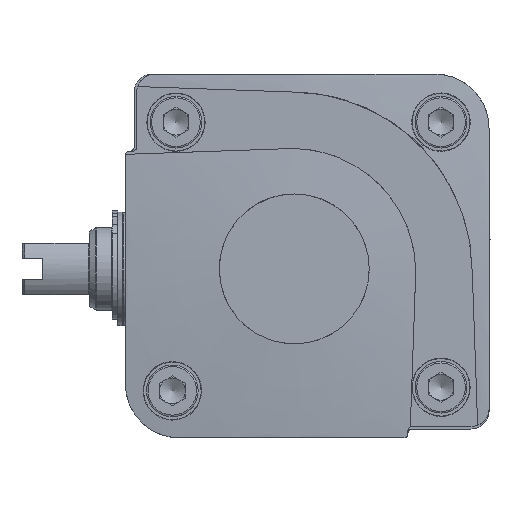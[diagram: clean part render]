
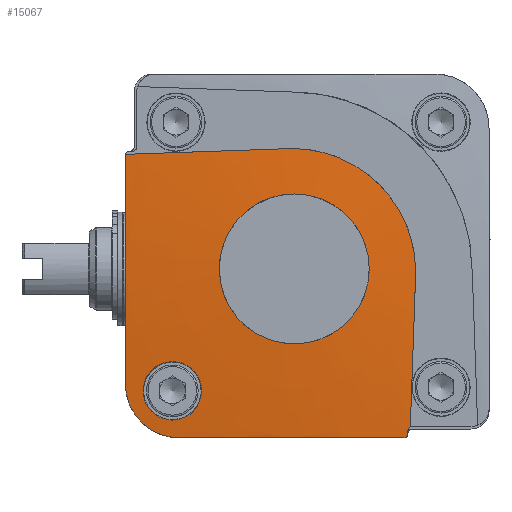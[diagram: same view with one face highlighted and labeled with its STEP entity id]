
A CAD part, left-side view. The second image highlights one B-rep face of the part: STEP entity #15067.
In plain terms, the highlighted toroidal (fillet/blend) face has major radius 23.5 mm and minor radius 585.645 mm.
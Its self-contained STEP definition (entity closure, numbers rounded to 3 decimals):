
#27=DEGENERATE_TOROIDAL_SURFACE('',#15980,23.5,585.645,
 .F.);
#1964=B_SPLINE_CURVE_WITH_KNOTS('',3,(#20877,#20878,#20879,#20880),
 .UNSPECIFIED.,.F.,.F.,(4,4),(0.,0.001),.UNSPECIFIED.);
#1980=B_SPLINE_CURVE_WITH_KNOTS('',3,(#21252,#21253,#21254,#21255),
 .UNSPECIFIED.,.F.,.F.,(4,4),(0.,0.032),
 .UNSPECIFIED.);
#1985=B_SPLINE_CURVE_WITH_KNOTS('',3,(#21479,#21480,#21481,#21482),
 .UNSPECIFIED.,.F.,.F.,(4,4),(0.,0.03),
 .UNSPECIFIED.);
#1986=B_SPLINE_CURVE_WITH_KNOTS('',3,(#21486,#21487,#21488,#21489,#21490,
#21491,#21492,#21493,#21494,#21495,#21496,#21497),.UNSPECIFIED.,.F.,.F.,
(4,1,1,1,1,1,1,1,1,4),(0.,0.005,0.009,0.014,
0.019,0.023,0.026,0.028,
0.033,0.037),.UNSPECIFIED.);
#1991=B_SPLINE_CURVE_WITH_KNOTS('',3,(#21533,#21534,#21535,#21536),
 .UNSPECIFIED.,.F.,.F.,(4,4),(0.,0.),
 .UNSPECIFIED.);
#1992=B_SPLINE_CURVE_WITH_KNOTS('',3,(#21538,#21539,#21540,#21541,#21542),
 .UNSPECIFIED.,.F.,.F.,(4,1,4),(0.,0.022,0.044),
 .UNSPECIFIED.);
#1993=B_SPLINE_CURVE_WITH_KNOTS('',3,(#21544,#21545,#21546,#21547,#21548,
#21549,#21550),.UNSPECIFIED.,.F.,.F.,(4,1,1,1,4),(0.,0.004,
0.008,0.012,0.016),
 .UNSPECIFIED.);
#1994=B_SPLINE_CURVE_WITH_KNOTS('',3,(#21552,#21553,#21554,#21555,#21556),
 .UNSPECIFIED.,.F.,.F.,(4,1,4),(0.,0.022,0.043),
 .UNSPECIFIED.);
#1995=B_SPLINE_CURVE_WITH_KNOTS('',3,(#21558,#21559,#21560,#21561,#21562),
 .UNSPECIFIED.,.F.,.F.,(4,1,4),(0.,0.001,0.001),
 .UNSPECIFIED.);
#1996=B_SPLINE_CURVE_WITH_KNOTS('',3,(#21567,#21568,#21569,#21570,#21571,
#21572,#21573,#21574,#21575,#21576,#21577),.UNSPECIFIED.,.T.,.F.,(1,1,1,
1,1,1,1,1,1,1,1,1,1,1,1),(-0.013,-0.009,-0.004,
0.,0.004,0.009,0.013,
0.018,0.022,0.027,0.031,
0.035,0.04,0.044,0.049),
 .UNSPECIFIED.);
#3026=ORIENTED_EDGE('',*,*,#5902,.F.);
#3027=ORIENTED_EDGE('',*,*,#5904,.T.);
#3028=ORIENTED_EDGE('',*,*,#5796,.F.);
#3029=ORIENTED_EDGE('',*,*,#5909,.T.);
#3030=ORIENTED_EDGE('',*,*,#5910,.T.);
#3031=ORIENTED_EDGE('',*,*,#5911,.T.);
#3032=ORIENTED_EDGE('',*,*,#5912,.T.);
#3033=ORIENTED_EDGE('',*,*,#5913,.T.);
#3034=ORIENTED_EDGE('',*,*,#5914,.T.);
#3035=ORIENTED_EDGE('',*,*,#5658,.F.);
#3036=ORIENTED_EDGE('',*,*,#5915,.F.);
#3037=ORIENTED_EDGE('',*,*,#5916,.T.);
#5658=EDGE_CURVE('',#7168,#7169,#1964,.T.);
#5796=EDGE_CURVE('',#7293,#7294,#1980,.T.);
#5902=EDGE_CURVE('',#7384,#7168,#1985,.T.);
#5904=EDGE_CURVE('',#7384,#7294,#1986,.T.);
#5909=EDGE_CURVE('',#7293,#7387,#1991,.T.);
#5910=EDGE_CURVE('',#7387,#7388,#1992,.T.);
#5911=EDGE_CURVE('',#7388,#7389,#1993,.T.);
#5912=EDGE_CURVE('',#7389,#7390,#1994,.T.);
#5913=EDGE_CURVE('',#7390,#7391,#1995,.T.);
#5914=EDGE_CURVE('',#7391,#7169,#8242,.T.);
#5915=EDGE_CURVE('',#7392,#7392,#8243,.T.);
#5916=EDGE_CURVE('',#7393,#7393,#1996,.F.);
#7168=VERTEX_POINT('',#20876);
#7169=VERTEX_POINT('',#20881);
#7293=VERTEX_POINT('',#21256);
#7294=VERTEX_POINT('',#21257);
#7384=VERTEX_POINT('',#21483);
#7387=VERTEX_POINT('',#21537);
#7388=VERTEX_POINT('',#21543);
#7389=VERTEX_POINT('',#21551);
#7390=VERTEX_POINT('',#21557);
#7391=VERTEX_POINT('',#21563);
#7392=VERTEX_POINT('',#21566);
#7393=VERTEX_POINT('',#21578);
#8242=CIRCLE('',#15981,488.004);
#8243=CIRCLE('',#15982,14.5);
#8809=EDGE_LOOP('',(#3026,#3027,#3028,#3029,#3030,#3031,#3032,#3033,#3034,
#3035));
#8810=EDGE_LOOP('',(#3036));
#8811=EDGE_LOOP('',(#3037));
#9645=FACE_BOUND('',#8809,.T.);
#9646=FACE_BOUND('',#8810,.T.);
#9647=FACE_BOUND('',#8811,.T.);
#15067=ADVANCED_FACE('',(#9645,#9646,#9647),#27,.F.);
#15980=AXIS2_PLACEMENT_3D('',#21532,#17840,#17841);
#15981=AXIS2_PLACEMENT_3D('',#21564,#17842,#17843);
#15982=AXIS2_PLACEMENT_3D('',#21565,#17844,#17845);
#17840=DIRECTION('',(1.,0.,0.));
#17841=DIRECTION('',(0.,1.,0.));
#17842=DIRECTION('',(0.,1.,0.));
#17843=DIRECTION('',(-0.996,0.,-0.088));
#17844=DIRECTION('',(-1.,0.,0.));
#17845=DIRECTION('',(0.,0.,-1.));
#20876=CARTESIAN_POINT('',(-137.004,-22.455,-30.578));
#20877=CARTESIAN_POINT('',(-137.004,-22.455,-30.578));
#20878=CARTESIAN_POINT('',(-137.009,-22.182,-30.709));
#20879=CARTESIAN_POINT('',(-136.996,-22.,-30.998));
#20880=CARTESIAN_POINT('',(-136.97,-22.,-31.3));
#20881=CARTESIAN_POINT('',(-136.97,-22.,-31.3));
#21252=CARTESIAN_POINT('',(-136.837,32.681,22.174));
#21253=CARTESIAN_POINT('',(-137.775,21.957,22.549));
#21254=CARTESIAN_POINT('',(-138.375,11.218,22.924));
#21255=CARTESIAN_POINT('',(-138.362,0.45,23.3));
#21256=CARTESIAN_POINT('',(-136.837,32.681,22.174));
#21257=CARTESIAN_POINT('',(-138.362,0.45,23.3));
#21479=CARTESIAN_POINT('',(-138.345,-23.5,-0.65));
#21480=CARTESIAN_POINT('',(-138.351,-23.151,-10.643));
#21481=CARTESIAN_POINT('',(-137.828,-22.803,-20.621));
#21482=CARTESIAN_POINT('',(-137.004,-22.455,-30.578));
#21483=CARTESIAN_POINT('',(-138.345,-23.5,-0.65));
#21486=CARTESIAN_POINT('',(-138.345,-23.5,-0.65));
#21487=CARTESIAN_POINT('',(-138.349,-23.5,0.931));
#21488=CARTESIAN_POINT('',(-138.355,-23.195,4.032));
#21489=CARTESIAN_POINT('',(-138.363,-21.814,8.586));
#21490=CARTESIAN_POINT('',(-138.369,-19.609,12.715));
#21491=CARTESIAN_POINT('',(-138.373,-16.59,16.398));
#21492=CARTESIAN_POINT('',(-138.374,-13.58,18.872));
#21493=CARTESIAN_POINT('',(-138.373,-10.863,20.504));
#21494=CARTESIAN_POINT('',(-138.372,-8.048,21.836));
#21495=CARTESIAN_POINT('',(-138.368,-4.273,22.988));
#21496=CARTESIAN_POINT('',(-138.364,-1.131,23.3));
#21497=CARTESIAN_POINT('',(-138.362,0.45,23.3));
#21532=CARTESIAN_POINT('',(445.41,0.,0.));
#21533=CARTESIAN_POINT('',(-136.837,32.681,22.174));
#21534=CARTESIAN_POINT('',(-136.84,32.694,22.117));
#21535=CARTESIAN_POINT('',(-136.843,32.7,22.059));
#21536=CARTESIAN_POINT('',(-136.846,32.7,22.));
#21537=CARTESIAN_POINT('',(-136.846,32.7,22.));
#21538=CARTESIAN_POINT('',(-136.846,32.7,22.));
#21539=CARTESIAN_POINT('',(-137.29,32.7,14.636));
#21540=CARTESIAN_POINT('',(-137.778,32.7,-0.093));
#21541=CARTESIAN_POINT('',(-137.282,32.7,-14.836));
#21542=CARTESIAN_POINT('',(-136.834,32.7,-22.2));
#21543=CARTESIAN_POINT('',(-136.834,32.7,-22.2));
#21544=CARTESIAN_POINT('',(-136.834,32.7,-22.2));
#21545=CARTESIAN_POINT('',(-136.75,32.7,-23.585));
#21546=CARTESIAN_POINT('',(-136.619,32.154,-26.315));
#21547=CARTESIAN_POINT('',(-136.549,29.82,-29.817));
#21548=CARTESIAN_POINT('',(-136.618,26.329,-32.149));
#21549=CARTESIAN_POINT('',(-136.75,23.585,-32.7));
#21550=CARTESIAN_POINT('',(-136.834,22.2,-32.7));
#21551=CARTESIAN_POINT('',(-136.834,22.2,-32.7));
#21552=CARTESIAN_POINT('',(-136.834,22.2,-32.7));
#21553=CARTESIAN_POINT('',(-137.274,14.967,-32.7));
#21554=CARTESIAN_POINT('',(-137.769,0.501,-32.7));
#21555=CARTESIAN_POINT('',(-137.316,-13.966,-32.7));
#21556=CARTESIAN_POINT('',(-136.894,-21.2,-32.7));
#21557=CARTESIAN_POINT('',(-136.894,-21.2,-32.7));
#21558=CARTESIAN_POINT('',(-136.894,-21.2,-32.7));
#21559=CARTESIAN_POINT('',(-136.881,-21.411,-32.7));
#21560=CARTESIAN_POINT('',(-136.872,-21.826,-32.526));
#21561=CARTESIAN_POINT('',(-136.899,-22.,-32.111));
#21562=CARTESIAN_POINT('',(-136.917,-22.,-31.9));
#21563=CARTESIAN_POINT('',(-136.917,-22.,-31.9));
#21564=CARTESIAN_POINT('',(349.208,-22.,10.88));
#21565=CARTESIAN_POINT('',(-139.001,0.,0.));
#21566=CARTESIAN_POINT('',(-139.001,0.,-14.5));
#21567=CARTESIAN_POINT('',(-137.863,23.567,-17.325));
#21568=CARTESIAN_POINT('',(-137.419,28.004,-19.14));
#21569=CARTESIAN_POINT('',(-137.002,29.866,-23.552));
#21570=CARTESIAN_POINT('',(-136.831,28.061,-28.005));
#21571=CARTESIAN_POINT('',(-136.997,23.623,-29.869));
#21572=CARTESIAN_POINT('',(-137.413,19.189,-28.051));
#21573=CARTESIAN_POINT('',(-137.856,17.327,-23.649));
#21574=CARTESIAN_POINT('',(-138.058,19.129,-19.189));
#21575=CARTESIAN_POINT('',(-137.863,23.567,-17.325));
#21576=CARTESIAN_POINT('',(-137.419,28.004,-19.14));
#21577=CARTESIAN_POINT('',(-137.002,29.866,-23.552));
#21578=CARTESIAN_POINT('',(-137.424,27.575,-19.573));
